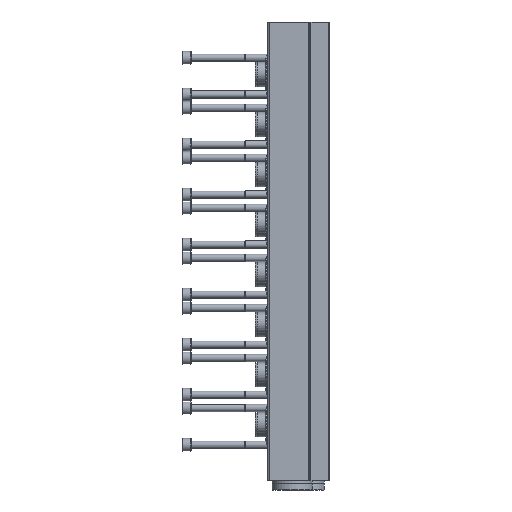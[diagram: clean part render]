
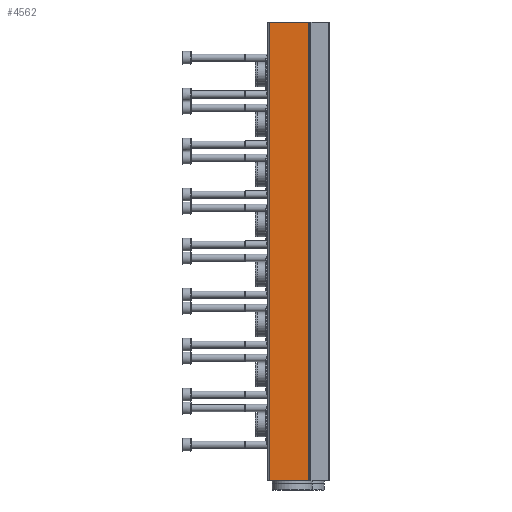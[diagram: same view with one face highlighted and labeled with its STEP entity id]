
A CAD part, left-side view. The second image highlights one B-rep face of the part: STEP entity #4562.
In plain terms, the highlighted planar face has unit normal (-1, 0, 0).
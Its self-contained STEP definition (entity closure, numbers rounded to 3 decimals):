
#219=PLANE('',#4916);
#680=ORIENTED_EDGE('',*,*,#1866,.F.);
#681=ORIENTED_EDGE('',*,*,#1865,.F.);
#682=ORIENTED_EDGE('',*,*,#1867,.T.);
#683=ORIENTED_EDGE('',*,*,#1868,.T.);
#1865=EDGE_CURVE('',#2458,#2456,#2897,.T.);
#1866=EDGE_CURVE('',#2456,#2459,#2898,.T.);
#1867=EDGE_CURVE('',#2458,#2460,#2899,.T.);
#1868=EDGE_CURVE('',#2460,#2459,#2900,.T.);
#2456=VERTEX_POINT('',#7365);
#2458=VERTEX_POINT('',#7369);
#2459=VERTEX_POINT('',#7373);
#2460=VERTEX_POINT('',#7375);
#2897=LINE('',#7370,#3179);
#2898=LINE('',#7372,#3180);
#2899=LINE('',#7374,#3181);
#2900=LINE('',#7376,#3182);
#3179=VECTOR('',#5544,1000.);
#3180=VECTOR('',#5547,1000.);
#3181=VECTOR('',#5548,1000.);
#3182=VECTOR('',#5549,1000.);
#3473=EDGE_LOOP('',(#680,#681,#682,#683));
#3961=FACE_BOUND('',#3473,.T.);
#4562=ADVANCED_FACE('',(#3961),#219,.T.);
#4916=AXIS2_PLACEMENT_3D('',#7371,#5545,#5546);
#5544=DIRECTION('',(0.,0.,1.));
#5545=DIRECTION('',(-1.,0.,0.));
#5546=DIRECTION('',(0.,0.,1.));
#5547=DIRECTION('',(0.,-1.,0.));
#5548=DIRECTION('',(0.,-1.,0.));
#5549=DIRECTION('',(0.,0.,1.));
#7365=CARTESIAN_POINT('',(-40.25,33.,0.));
#7369=CARTESIAN_POINT('',(-40.25,33.,-252.));
#7370=CARTESIAN_POINT('',(-40.25,33.,-252.));
#7371=CARTESIAN_POINT('',(-40.25,33.,-252.));
#7372=CARTESIAN_POINT('',(-40.25,33.,0.));
#7373=CARTESIAN_POINT('',(-40.25,11.372,0.));
#7374=CARTESIAN_POINT('',(-40.25,33.,-252.));
#7375=CARTESIAN_POINT('',(-40.25,11.372,-252.));
#7376=CARTESIAN_POINT('',(-40.25,11.372,-252.));
